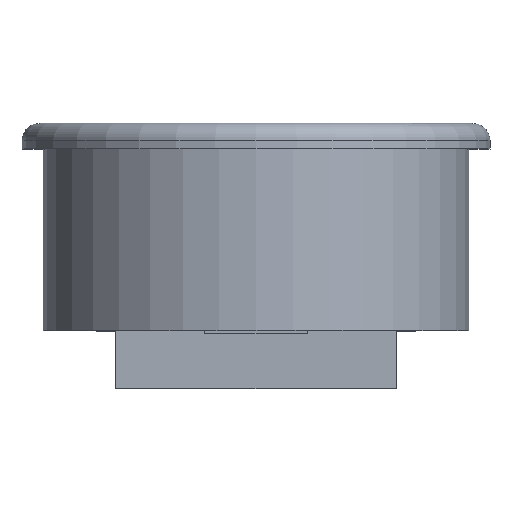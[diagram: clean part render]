
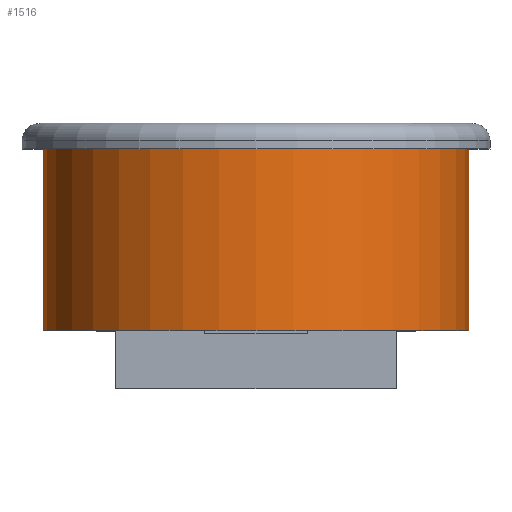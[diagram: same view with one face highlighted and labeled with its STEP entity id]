
A CAD part, top view. The second image highlights one B-rep face of the part: STEP entity #1516.
In plain terms, the highlighted cylindrical face has radius 12.5 mm (diameter 25 mm), a full revolution.
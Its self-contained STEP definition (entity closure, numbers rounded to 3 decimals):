
#27=CIRCLE('',#1606,12.5);
#28=CIRCLE('',#1607,12.5);
#45=CYLINDRICAL_SURFACE('',#1605,12.5);
#123=FACE_OUTER_BOUND('',#210,.T.);
#210=EDGE_LOOP('',(#1317,#1318,#1319,#1320));
#413=LINE('',#2416,#602);
#602=VECTOR('',#1963,12.5);
#739=VERTEX_POINT('',#2413);
#740=VERTEX_POINT('',#2415);
#940=EDGE_CURVE('',#739,#739,#27,.T.);
#941=EDGE_CURVE('',#739,#740,#413,.T.);
#942=EDGE_CURVE('',#740,#740,#28,.T.);
#1317=ORIENTED_EDGE('',*,*,#940,.T.);
#1318=ORIENTED_EDGE('',*,*,#941,.T.);
#1319=ORIENTED_EDGE('',*,*,#942,.T.);
#1320=ORIENTED_EDGE('',*,*,#941,.F.);
#1516=ADVANCED_FACE('',(#123),#45,.T.);
#1605=AXIS2_PLACEMENT_3D('',#2412,#1959,#1960);
#1606=AXIS2_PLACEMENT_3D('',#2414,#1961,#1962);
#1607=AXIS2_PLACEMENT_3D('',#2417,#1964,#1965);
#1959=DIRECTION('center_axis',(0.,-1.,0.));
#1960=DIRECTION('ref_axis',(1.,0.,0.));
#1961=DIRECTION('center_axis',(0.,1.,0.));
#1962=DIRECTION('ref_axis',(1.,0.,0.));
#1963=DIRECTION('',(0.,1.,0.));
#1964=DIRECTION('center_axis',(0.,-1.,0.));
#1965=DIRECTION('ref_axis',(1.,0.,0.));
#2412=CARTESIAN_POINT('Origin',(0.,-26.,0.));
#2413=CARTESIAN_POINT('',(-12.5,-36.678,0.));
#2414=CARTESIAN_POINT('Origin',(0.,-36.678,0.));
#2415=CARTESIAN_POINT('',(-12.5,-24.5,0.));
#2416=CARTESIAN_POINT('',(-12.5,-26.,0.));
#2417=CARTESIAN_POINT('Origin',(0.,-24.5,0.));
